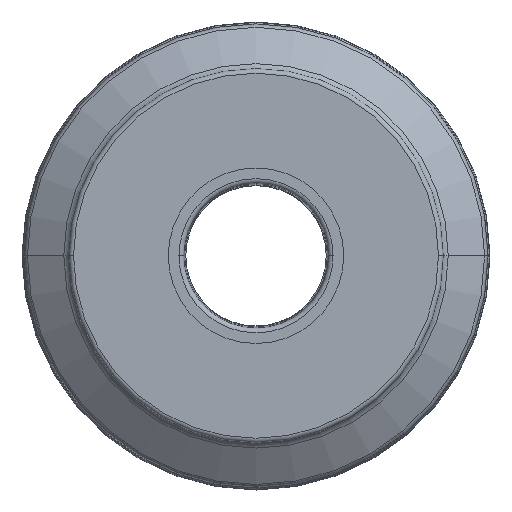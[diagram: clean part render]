
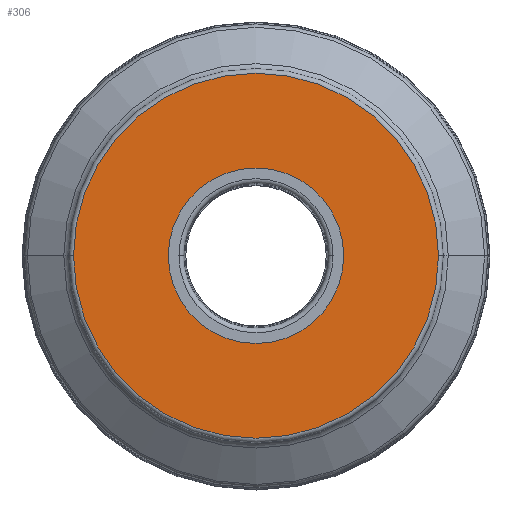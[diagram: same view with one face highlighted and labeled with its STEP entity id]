
A CAD part, top view. The second image highlights one B-rep face of the part: STEP entity #306.
In plain terms, the highlighted planar face has unit normal (0, 0, 1).
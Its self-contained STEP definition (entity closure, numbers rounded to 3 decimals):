
#30=PLANE('',#2525);
#38=FACE_BOUND('',#568,.T.);
#39=FACE_BOUND('',#569,.T.);
#306=ADVANCED_FACE('',(#38,#39),#30,.F.);
#568=EDGE_LOOP('',(#1059,#1060));
#569=EDGE_LOOP('',(#1061,#1062));
#1059=ORIENTED_EDGE('',*,*,#1572,.F.);
#1060=ORIENTED_EDGE('',*,*,#1570,.F.);
#1061=ORIENTED_EDGE('',*,*,#1573,.T.);
#1062=ORIENTED_EDGE('',*,*,#1574,.T.);
#1301=VERTEX_POINT('',#5231);
#1302=VERTEX_POINT('',#5233);
#1303=VERTEX_POINT('',#5239);
#1304=VERTEX_POINT('',#5240);
#1570=EDGE_CURVE('',#1301,#1302,#1911,.T.);
#1572=EDGE_CURVE('',#1302,#1301,#1913,.T.);
#1573=EDGE_CURVE('',#1303,#1304,#1914,.T.);
#1574=EDGE_CURVE('',#1304,#1303,#1915,.T.);
#1911=CIRCLE('',#2518,78.);
#1913=CIRCLE('',#2521,78.);
#1914=CIRCLE('',#2523,37.5);
#1915=CIRCLE('',#2524,37.5);
#2518=AXIS2_PLACEMENT_3D('',#5232,#3172,#3173);
#2521=AXIS2_PLACEMENT_3D('',#5236,#3178,#3179);
#2523=AXIS2_PLACEMENT_3D('',#5238,#3182,#3183);
#2524=AXIS2_PLACEMENT_3D('',#5241,#3184,#3185);
#2525=AXIS2_PLACEMENT_3D('',#5242,#3186,#3187);
#3172=DIRECTION('',(0.,0.,-1.));
#3173=DIRECTION('',(-1.,0.,0.));
#3178=DIRECTION('',(0.,0.,-1.));
#3179=DIRECTION('',(1.,0.,0.));
#3182=DIRECTION('',(0.,0.,-1.));
#3183=DIRECTION('',(-1.,0.,0.));
#3184=DIRECTION('',(0.,0.,-1.));
#3185=DIRECTION('',(1.,0.,0.));
#3186=DIRECTION('',(0.,0.,-1.));
#3187=DIRECTION('',(1.,0.,0.));
#5231=CARTESIAN_POINT('',(-78.,0.,0.));
#5232=CARTESIAN_POINT('',(0.,0.,0.));
#5233=CARTESIAN_POINT('',(78.,0.,0.));
#5236=CARTESIAN_POINT('',(0.,0.,0.));
#5238=CARTESIAN_POINT('',(0.,0.,0.));
#5239=CARTESIAN_POINT('',(-37.5,0.,0.));
#5240=CARTESIAN_POINT('',(37.5,0.,0.));
#5241=CARTESIAN_POINT('',(0.,0.,0.));
#5242=CARTESIAN_POINT('',(0.,0.,0.));
